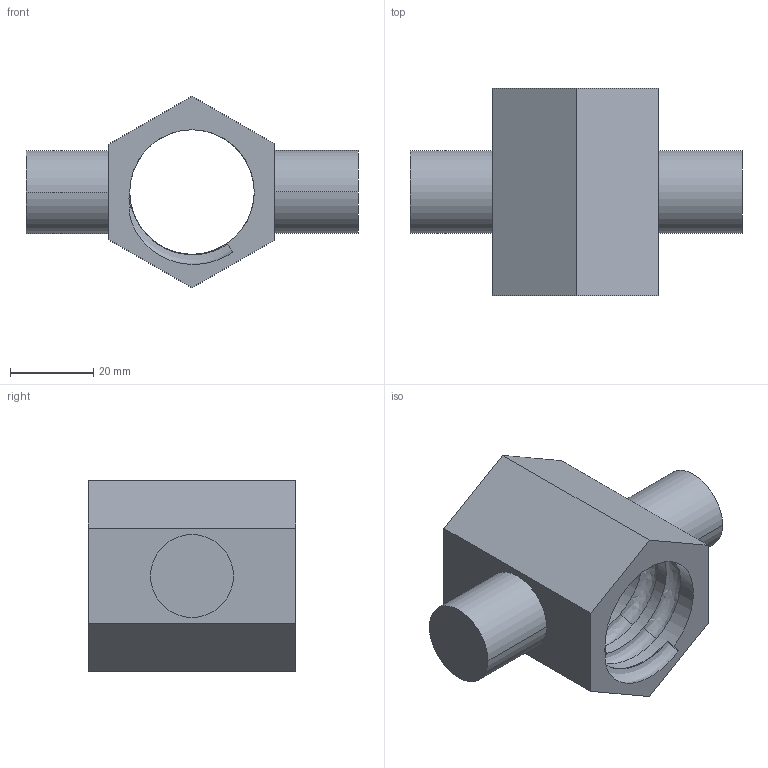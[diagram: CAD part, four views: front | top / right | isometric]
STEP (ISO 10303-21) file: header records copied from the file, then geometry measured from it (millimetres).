
FILE_DESCRIPTION(('CATIA V5 STEP Exchange'),'2;1');
FILE_NAME('nut of leadscrew.stp','2021-06-26T14:34:51+00:00',('none'),('none'),'CATIA Version 5 Release 20 GA (IN-10)','CATIA V5 STEP AP203','none');
FILE_SCHEMA(('CONFIG_CONTROL_DESIGN'));
Length unit declared in the file: millimetre
Products named in the file (1): nut
Bounding box: 80 x 50 x 46.19 mm (x, y, z)
Volume: 40460.2 mm3; surface area: 17474.3 mm2
Topology: 1 solids, 1 shells, 57 faces, 148 edges, 95 vertices
Faces by surface type: bspline 26, cylinder 19, plane 12
Entity records: 4633 total; most frequent: CARTESIAN_POINT 3591, ORIENTED_EDGE 296, EDGE_CURVE 148, VERTEX_POINT 95, DIRECTION 82, EDGE_LOOP 61, ADVANCED_FACE 57, B_SPLINE_CURVE_WITH_KNOTS 57
